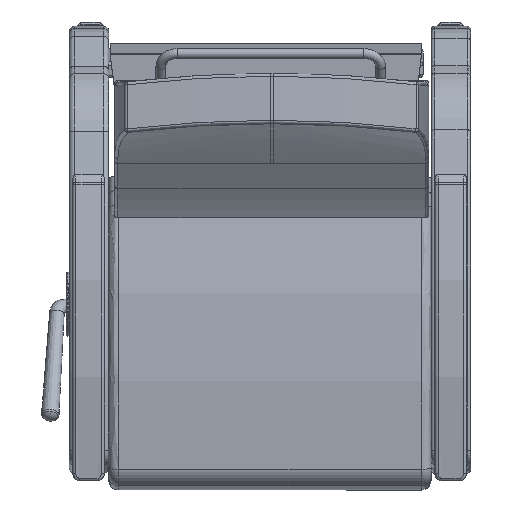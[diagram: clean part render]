
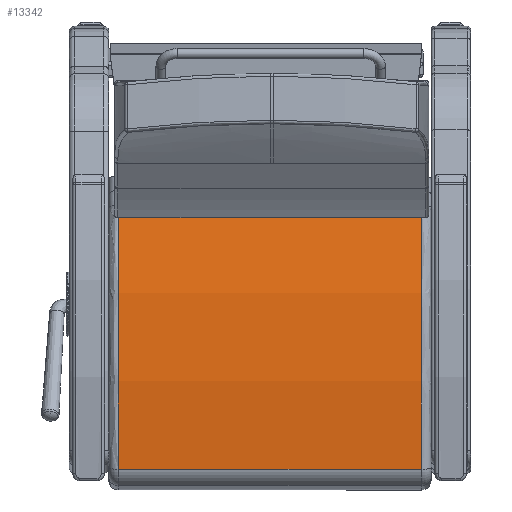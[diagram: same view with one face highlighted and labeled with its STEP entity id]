
A CAD part, front view. The second image highlights one B-rep face of the part: STEP entity #13342.
In plain terms, the highlighted free-form (B-spline) face has degree [1, 2] with [2, 3] control points.
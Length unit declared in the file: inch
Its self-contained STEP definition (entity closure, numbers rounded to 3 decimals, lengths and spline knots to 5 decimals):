
#467=(
BOUNDED_SURFACE()
B_SPLINE_SURFACE(1,2,((#33732,#33733,#33734),(#33735,#33736,#33737)),
 .UNSPECIFIED.,.F.,.F.,.F.)
B_SPLINE_SURFACE_WITH_KNOTS((2,2),(3,3),(-0.19254,0.19254),
(1.36178,1.69928),.UNSPECIFIED.)
GEOMETRIC_REPRESENTATION_ITEM()
RATIONAL_B_SPLINE_SURFACE(((1.,0.986,1.),(1.,0.986,
1.)))
REPRESENTATION_ITEM('')
SURFACE()
);
#941=ELLIPSE('',#14703,60.05357,60.);
#951=ELLIPSE('',#14731,60.05357,60.);
#1602=LINE('',#33730,#2423);
#1603=LINE('',#33739,#2424);
#2423=VECTOR('',#17056,0.3937);
#2424=VECTOR('',#17059,0.3937);
#3279=FACE_OUTER_BOUND('',#4188,.T.);
#4188=EDGE_LOOP('',(#9987,#9988,#9989,#9990));
#6278=VERTEX_POINT('',#33522);
#6279=VERTEX_POINT('',#33523);
#6304=VERTEX_POINT('',#33729);
#6305=VERTEX_POINT('',#33738);
#7650=EDGE_CURVE('',#6278,#6279,#941,.T.);
#7688=EDGE_CURVE('',#6279,#6304,#1602,.T.);
#7690=EDGE_CURVE('',#6278,#6305,#1603,.T.);
#7691=EDGE_CURVE('',#6304,#6305,#951,.T.);
#9987=ORIENTED_EDGE('',*,*,#7650,.F.);
#9988=ORIENTED_EDGE('',*,*,#7690,.T.);
#9989=ORIENTED_EDGE('',*,*,#7691,.F.);
#9990=ORIENTED_EDGE('',*,*,#7688,.F.);
#13342=ADVANCED_FACE('',(#3279),#467,.F.);
#14703=AXIS2_PLACEMENT_3D('',#33524,#16988,#16989);
#14731=AXIS2_PLACEMENT_3D('',#33740,#17060,#17061);
#16988=DIRECTION('center_axis',(0.,0.,-1.));
#16989=DIRECTION('ref_axis',(1.,0.,0.));
#17056=DIRECTION('',(0.,0.,1.));
#17059=DIRECTION('',(0.,0.,1.));
#17060=DIRECTION('center_axis',(0.,0.,1.));
#17061=DIRECTION('ref_axis',(1.,0.,0.));
#33522=CARTESIAN_POINT('',(-10.04459,1.25621,-11.5625));
#33523=CARTESIAN_POINT('',(10.1114,0.44486,-11.5625));
#33524=CARTESIAN_POINT('Origin',(-2.34979,-58.24922,-11.5625));
#33729=CARTESIAN_POINT('',(10.1114,0.44486,11.5625));
#33730=CARTESIAN_POINT('',(10.1114,0.44486,0.));
#33732=CARTESIAN_POINT('Ctrl Pts',(10.1114,0.44486,-11.5625));
#33733=CARTESIAN_POINT('Ctrl Pts',(0.10258,2.56602,-11.5625));
#33734=CARTESIAN_POINT('Ctrl Pts',(-10.04459,1.25621,-11.5625));
#33735=CARTESIAN_POINT('Ctrl Pts',(10.1114,0.44486,11.5625));
#33736=CARTESIAN_POINT('Ctrl Pts',(0.10258,2.56602,11.5625));
#33737=CARTESIAN_POINT('Ctrl Pts',(-10.04459,1.25621,11.5625));
#33738=CARTESIAN_POINT('',(-10.04459,1.25621,11.5625));
#33739=CARTESIAN_POINT('',(-10.04459,1.25621,0.));
#33740=CARTESIAN_POINT('Origin',(-2.34979,-58.24922,11.5625));
